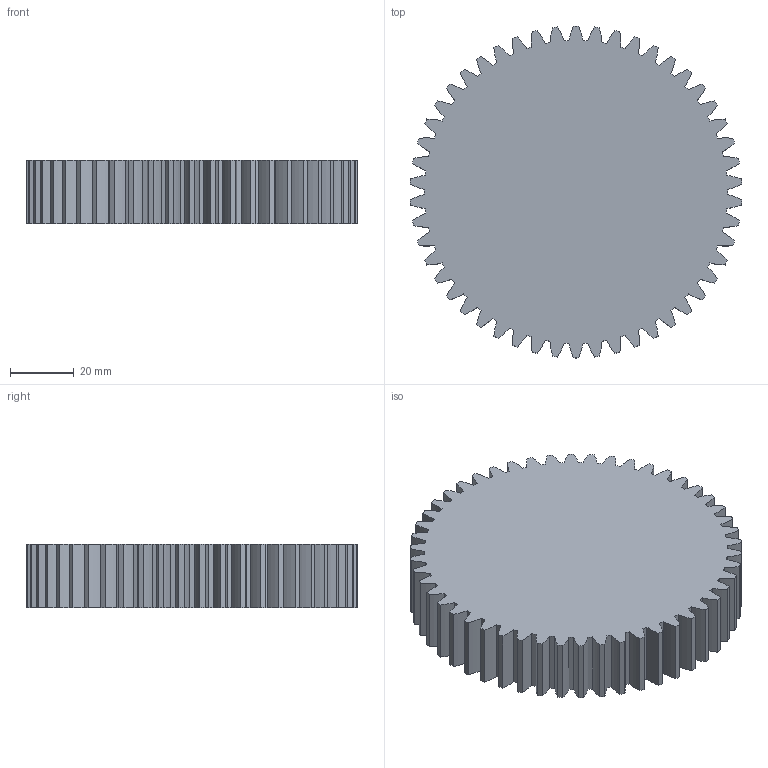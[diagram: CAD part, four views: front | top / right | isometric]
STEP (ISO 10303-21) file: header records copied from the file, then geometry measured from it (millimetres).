
FILE_DESCRIPTION(/* description */ (''),/* implementation_level */ '2;1');
FILE_NAME(/* name */ 'Engranaje recto_50_Dientes.stp',/* time_stamp */ '2021-02-04T10:19:24-06:00',/* author */ ('rotje'),/* organization */ (''),/* preprocessor_version */ 'ST-DEVELOPER v16.13',/* originating_system */ 'Autodesk Inventor 2018',/* authorisation */ '');
FILE_SCHEMA (('AUTOMOTIVE_DESIGN { 1 0 10303 214 3 1 1 }'));
Length unit declared in the file: millimetre
Products named in the file (1): Engranaje recto2
Bounding box: 103.88 x 104 x 20 mm (x, y, z)
Volume: 156253.2 mm3; surface area: 28293.2 mm2
Topology: 1 solids, 1 shells, 202 faces, 600 edges, 400 vertices
Faces by surface type: cylinder 200, plane 2
Entity records: 7063 total; most frequent: DIRECTION 1406, CARTESIAN_POINT 1203, ORIENTED_EDGE 1200, AXIS2_PLACEMENT_3D 603, EDGE_CURVE 600, CIRCLE 400, VERTEX_POINT 400, FACE_OUTER_BOUND 202
